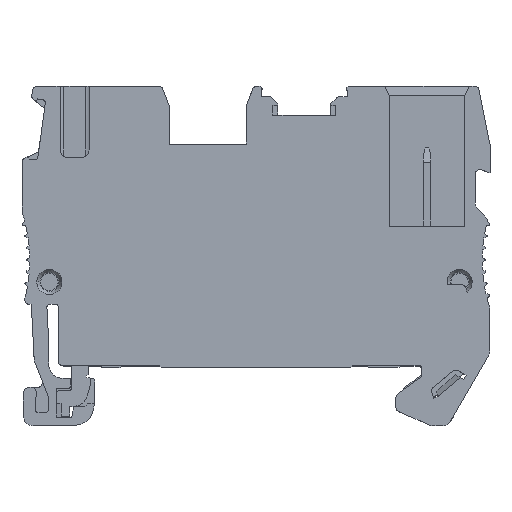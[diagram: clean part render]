
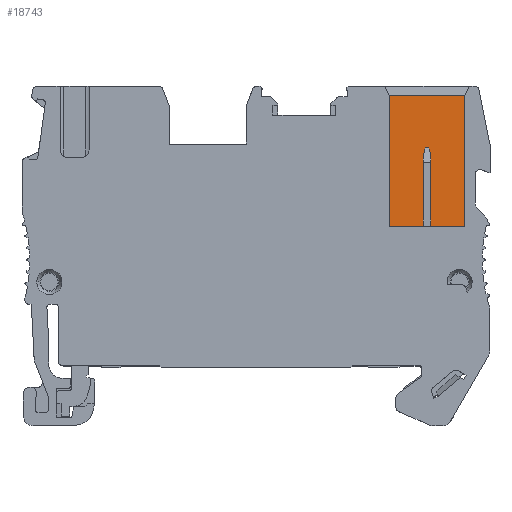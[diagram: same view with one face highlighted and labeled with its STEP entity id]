
A CAD part, top view. The second image highlights one B-rep face of the part: STEP entity #18743.
In plain terms, the highlighted planar face has unit normal (0, 0, 1).
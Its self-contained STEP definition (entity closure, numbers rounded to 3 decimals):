
#5731=DIRECTION('',(1.,0.,0.));
#5732=VECTOR('',#5731,7.8);
#5733=CARTESIAN_POINT('',(18.825,28.2,-4.6));
#5734=LINE('',#5733,#5732);
#5735=DIRECTION('',(0.,1.,0.));
#5736=VECTOR('',#5735,13.5);
#5737=CARTESIAN_POINT('',(26.625,14.7,-4.6));
#5738=LINE('',#5737,#5736);
#5739=DIRECTION('',(1.,0.,0.));
#5740=VECTOR('',#5739,7.8);
#5741=CARTESIAN_POINT('',(18.825,14.7,-4.6));
#5742=LINE('',#5741,#5740);
#5743=DIRECTION('',(0.,-1.,0.));
#5744=VECTOR('',#5743,13.5);
#5745=CARTESIAN_POINT('',(18.825,28.2,-4.6));
#5746=LINE('',#5745,#5744);
#6631=CARTESIAN_POINT('',(18.825,14.7,-4.6));
#6632=CARTESIAN_POINT('',(26.625,14.7,-4.6));
#6633=VERTEX_POINT('',#6631);
#6634=VERTEX_POINT('',#6632);
#6647=CARTESIAN_POINT('',(18.825,28.2,-4.6));
#6648=CARTESIAN_POINT('',(26.625,28.2,-4.6));
#6649=VERTEX_POINT('',#6647);
#6650=VERTEX_POINT('',#6648);
#18730=CARTESIAN_POINT('',(0.,0.,-4.6));
#18731=DIRECTION('',(0.,0.,1.));
#18732=DIRECTION('',(1.,0.,0.));
#18733=AXIS2_PLACEMENT_3D('',#18730,#18731,#18732);
#18734=PLANE('',#18733);
#18736=ORIENTED_EDGE('',*,*,#18735,.T.);
#18737=ORIENTED_EDGE('',*,*,#18710,.F.);
#18738=ORIENTED_EDGE('',*,*,#8241,.F.);
#18740=ORIENTED_EDGE('',*,*,#18739,.F.);
#18741=EDGE_LOOP('',(#18736,#18737,#18738,#18740));
#18742=FACE_OUTER_BOUND('',#18741,.F.);
#18743=ADVANCED_FACE('',(#18742),#18734,.T.);
#8241=EDGE_CURVE('',#6633,#6634,#5742,.T.);
#18710=EDGE_CURVE('',#6634,#6650,#5738,.T.);
#18735=EDGE_CURVE('',#6649,#6650,#5734,.T.);
#18739=EDGE_CURVE('',#6649,#6633,#5746,.T.);
